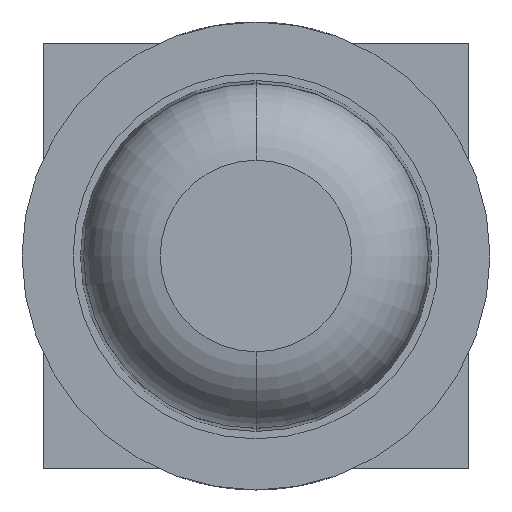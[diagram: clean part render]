
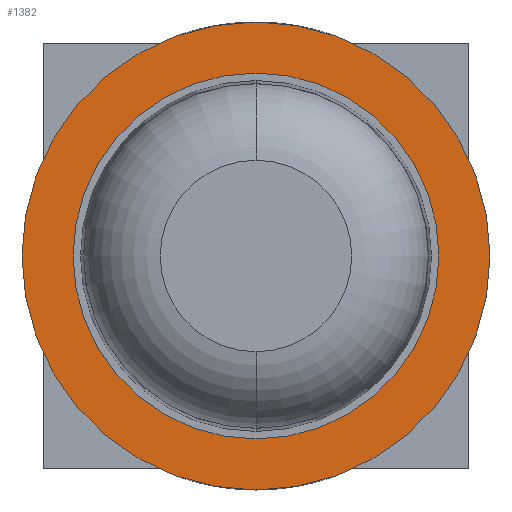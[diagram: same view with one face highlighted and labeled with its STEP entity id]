
A CAD part, front view. The second image highlights one B-rep face of the part: STEP entity #1382.
In plain terms, the highlighted planar face has unit normal (0, -1, 0).
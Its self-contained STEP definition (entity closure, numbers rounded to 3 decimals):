
#186 = CIRCLE ( 'NONE', #904, 1.1 ) ;
#217 = ORIENTED_EDGE ( 'NONE', *, *, #1445, .F. ) ;
#342 = EDGE_CURVE ( 'Defeature ausgef�hrt2_2+Defeature ausgef�hrt2_3+Defeature ausgef�hrt2_3+Defeature ausgef�hrt2_3', #1458, #3700, #2841, .T. ) ;
#407 = VERTEX_POINT ( 'NONE', #1059 ) ;
#541 = CARTESIAN_POINT ( 'NONE',  ( 0., -7., -1.1 ) ) ;
#627 = EDGE_CURVE ( 'Defeature ausgef�hrt2_3+Defeature ausgef�hrt2_4+Defeature ausgef�hrt2_4+Defeature ausgef�hrt2_4', #3323, #407, #1345, .T. ) ;
#824 = DIRECTION ( 'NONE',  ( 0., 0., 1. ) ) ;
#904 = AXIS2_PLACEMENT_3D ( 'NONE', #1164, #2948, #824 ) ;
#957 = CARTESIAN_POINT ( 'NONE',  ( 0., -7., 1.1 ) ) ;
#1014 = CARTESIAN_POINT ( 'NONE',  ( 0., -7., 0. ) ) ;
#1028 = EDGE_LOOP ( 'NONE', ( #2181, #2527 ) ) ;
#1059 = CARTESIAN_POINT ( 'NONE',  ( 0., -7., 0.825 ) ) ;
#1113 = PLANE ( 'NONE',  #2244 ) ;
#1117 = FACE_OUTER_BOUND ( 'NONE', #4356, .T. ) ;
#1164 = CARTESIAN_POINT ( 'NONE',  ( 0., -7., 0. ) ) ;
#1228 = CIRCLE ( 'NONE', #4461, 0.825 ) ;
#1320 = AXIS2_PLACEMENT_3D ( 'NONE', #1653, #2025, #4135 ) ;
#1345 = CIRCLE ( 'NONE', #1551, 0.825 ) ;
#1382 = ADVANCED_FACE ( 'Defeature ausgef�hrt2_3', ( #1117, #4060 ), #1113, .F. ) ;
#1420 = CARTESIAN_POINT ( 'NONE',  ( 1.1, -7., 0. ) ) ;
#1445 = EDGE_CURVE ( 'Defeature ausgef�hrt2_2+Defeature ausgef�hrt2_3+Defeature ausgef�hrt2_3+Defeature ausgef�hrt2_3', #3700, #1458, #186, .T. ) ;
#1458 = VERTEX_POINT ( 'NONE', #541 ) ;
#1551 = AXIS2_PLACEMENT_3D ( 'NONE', #3207, #2851, #2491 ) ;
#1653 = CARTESIAN_POINT ( 'NONE',  ( 0., -7., 0. ) ) ;
#1780 = EDGE_CURVE ( 'Defeature ausgef�hrt2_3+Defeature ausgef�hrt2_4+Defeature ausgef�hrt2_4+Defeature ausgef�hrt2_4', #407, #3323, #1228, .T. ) ;
#2025 = DIRECTION ( 'NONE',  ( 0., 1., 0. ) ) ;
#2181 = ORIENTED_EDGE ( 'NONE', *, *, #1780, .T. ) ;
#2244 = AXIS2_PLACEMENT_3D ( 'NONE', #1420, #3604, #3570 ) ;
#2491 = DIRECTION ( 'NONE',  ( 0., 0., 1. ) ) ;
#2527 = ORIENTED_EDGE ( 'NONE', *, *, #627, .T. ) ;
#2534 = ORIENTED_EDGE ( 'NONE', *, *, #342, .F. ) ;
#2841 = CIRCLE ( 'NONE', #1320, 1.1 ) ;
#2851 = DIRECTION ( 'NONE',  ( 0., 1., 0. ) ) ;
#2948 = DIRECTION ( 'NONE',  ( 0., 1., 0. ) ) ;
#3128 = DIRECTION ( 'NONE',  ( 0., 1., 0. ) ) ;
#3207 = CARTESIAN_POINT ( 'NONE',  ( 0., -7., 0. ) ) ;
#3323 = VERTEX_POINT ( 'NONE', #4321 ) ;
#3495 = DIRECTION ( 'NONE',  ( 0., 0., 1. ) ) ;
#3570 = DIRECTION ( 'NONE',  ( 0., 0., 1. ) ) ;
#3604 = DIRECTION ( 'NONE',  ( 0., 1., 0. ) ) ;
#3700 = VERTEX_POINT ( 'NONE', #957 ) ;
#4060 = FACE_BOUND ( 'NONE', #1028, .T. ) ;
#4135 = DIRECTION ( 'NONE',  ( 0., 0., 1. ) ) ;
#4321 = CARTESIAN_POINT ( 'NONE',  ( 0., -7., -0.825 ) ) ;
#4356 = EDGE_LOOP ( 'NONE', ( #217, #2534 ) ) ;
#4461 = AXIS2_PLACEMENT_3D ( 'NONE', #1014, #3128, #3495 ) ;
